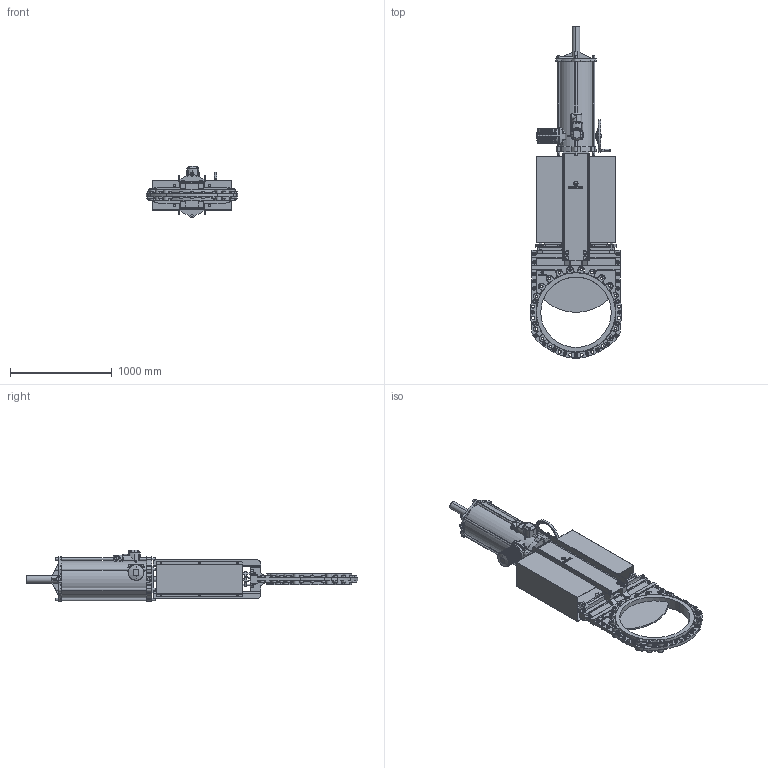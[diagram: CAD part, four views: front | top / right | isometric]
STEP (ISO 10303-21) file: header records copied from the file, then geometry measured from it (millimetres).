
FILE_DESCRIPTION (( 'STEP AP214' ), '1' );
FILE_NAME ('EB DN700_CAST IRON_ELECTRIC ACTUATOR.STEP', '2012-04-25T08:05:24', ( 'Usuario' ), ( '' ), 'SwSTEP 2.0', 'SolidWorks 2011', '' );
FILE_SCHEMA (( 'AUTOMOTIVE_DESIGN' ));
Length unit declared in the file: millimetre
Products named in the file (1): EB DN700_CAST IRON_ELECTRIC ACTUATOR
Bounding box: 900 x 3255.42 x 507.28 mm (x, y, z)
Surface area: 9862910.2 mm2 (no closed solid volume)
Topology: 0 solids, 262 shells, 2543 faces, 9513 edges, 6786 vertices
Faces by surface type: plane 932, cylinder 795, bspline 365, torus 215, cone 212, sphere 24
Entity records: 213993 total; most frequent: CARTESIAN_POINT 111063, DIRECTION 15117, ORIENTED_EDGE 14073, EDGE_CURVE 9499, VERTEX_POINT 6786, AXIS2_PLACEMENT_3D 5745, VECTOR 3627, LINE 3627
